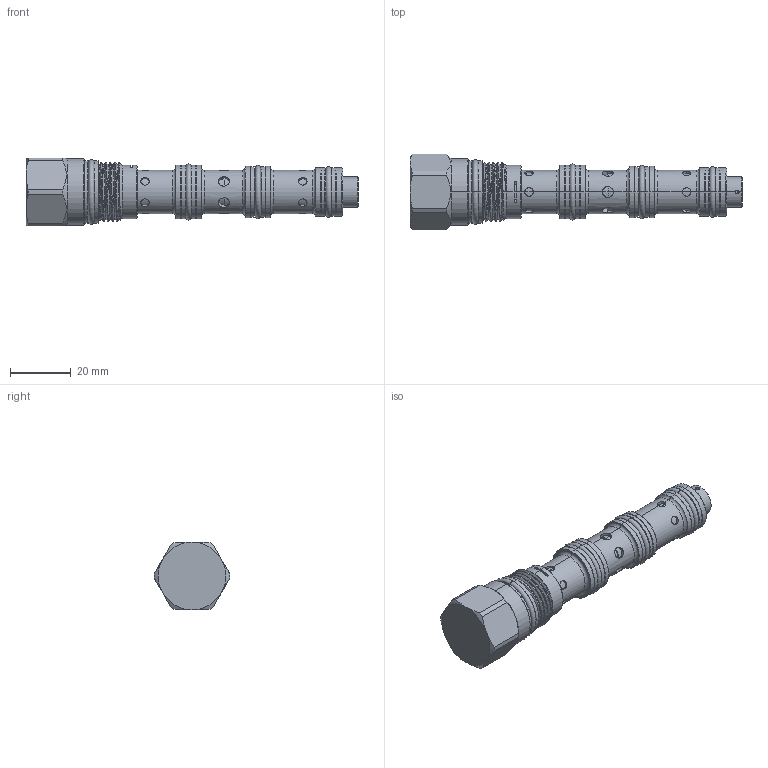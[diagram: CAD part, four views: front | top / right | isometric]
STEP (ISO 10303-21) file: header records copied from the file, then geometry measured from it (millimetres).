
FILE_DESCRIPTION (( 'STEP AP203' ), '1' );
FILE_NAME ('FD31A42-N.STEP', '2016-05-20T00:50:51', ( '' ), ( '' ), 'SwSTEP 2.0', 'SolidWorks 2012', '' );
FILE_SCHEMA (( 'CONFIG_CONTROL_DESIGN' ));
Length unit declared in the file: millimetre
Products named in the file (1): FD31A42-N
Bounding box: 109.05 x 24.79 x 22.22 mm (x, y, z)
Volume: 25132.7 mm3; surface area: 10113.3 mm2
Topology: 1 solids, 1 shells, 295 faces, 655 edges, 407 vertices
Faces by surface type: cylinder 168, plane 54, cone 39, torus 31, bspline 3
Entity records: 11059 total; most frequent: CARTESIAN_POINT 4512, DIRECTION 1389, ORIENTED_EDGE 1310, EDGE_CURVE 655, AXIS2_PLACEMENT_3D 591, VERTEX_POINT 407, EDGE_LOOP 342, CIRCLE 298
